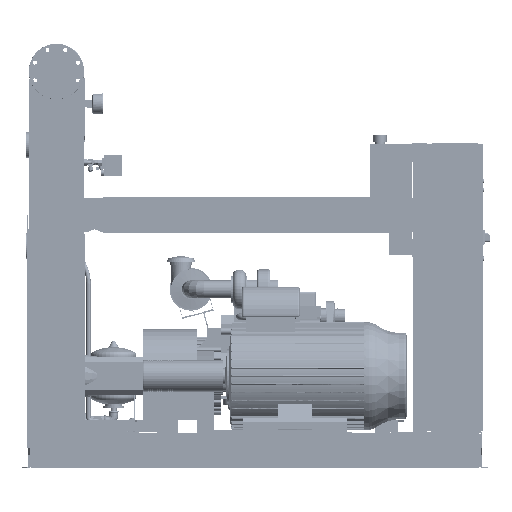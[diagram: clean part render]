
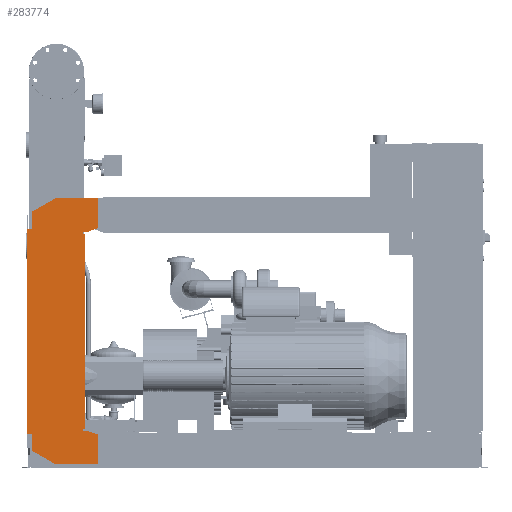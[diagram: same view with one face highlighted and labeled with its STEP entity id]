
A CAD part, front view. The second image highlights one B-rep face of the part: STEP entity #283774.
In plain terms, the highlighted free-form (B-spline) face has degree [1, 1] with [2, 2] control points.
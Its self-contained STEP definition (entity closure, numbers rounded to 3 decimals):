
#283259=CARTESIAN_POINT('',(-111.0,-741.5,1076.0));
#283260=VERTEX_POINT('',#283259);
#283267=CARTESIAN_POINT('',(-111.0,-741.5,1153.378));
#283268=VERTEX_POINT('',#283267);
#283269=CARTESIAN_POINT('',(-111.0,-741.5,1076.0));
#283270=DIRECTION('',(0.0,0.0,1.0));
#283271=VECTOR('',#283270,77.378);
#283272=LINE('',#283269,#283271);
#283273=EDGE_CURVE('',#283260,#283268,#283272,.T.);
#283291=CARTESIAN_POINT('',(-6.0,-741.5,1214.0));
#283292=VERTEX_POINT('',#283291);
#283293=CARTESIAN_POINT('',(-111.0,-741.5,1153.378));
#283294=DIRECTION('',(0.866,0.0,0.5));
#283295=VECTOR('',#283294,121.244);
#283296=LINE('',#283293,#283295);
#283297=EDGE_CURVE('',#283268,#283292,#283296,.T.);
#283315=CARTESIAN_POINT('',(186.0,-741.5,1214.0));
#283316=VERTEX_POINT('',#283315);
#283317=CARTESIAN_POINT('',(-6.0,-741.5,1214.0));
#283318=DIRECTION('',(1.0,0.0,0.0));
#283319=VECTOR('',#283318,192.0);
#283320=LINE('',#283317,#283319);
#283321=EDGE_CURVE('',#283292,#283316,#283320,.T.);
#283339=CARTESIAN_POINT('',(186.,-741.5,1080.379));
#283340=VERTEX_POINT('',#283339);
#283341=CARTESIAN_POINT('',(186.0,-741.5,1214.0));
#283342=DIRECTION('',(0.0,0.0,-1.0));
#283343=VECTOR('',#283342,133.621);
#283344=LINE('',#283341,#283343);
#283345=EDGE_CURVE('',#283316,#283340,#283344,.T.);
#283363=CARTESIAN_POINT('',(141.,-741.5,1064.0));
#283364=VERTEX_POINT('',#283363);
#283365=CARTESIAN_POINT('',(186.,-741.5,1080.379));
#283366=DIRECTION('',(-0.94,0.0,-0.342));
#283367=VECTOR('',#283366,47.888);
#283368=LINE('',#283365,#283367);
#283369=EDGE_CURVE('',#283340,#283364,#283368,.T.);
#283387=CARTESIAN_POINT('',(121.,-741.5,1064.0));
#283388=VERTEX_POINT('',#283387);
#283389=CARTESIAN_POINT('',(141.,-741.5,1064.0));
#283390=DIRECTION('',(-1.0,0.0,0.0));
#283391=VECTOR('',#283390,20.0);
#283392=LINE('',#283389,#283391);
#283393=EDGE_CURVE('',#283364,#283388,#283392,.T.);
#283411=CARTESIAN_POINT('',(121.,-741.5,1056.0));
#283412=VERTEX_POINT('',#283411);
#283413=CARTESIAN_POINT('',(121.,-741.5,1064.0));
#283414=DIRECTION('',(0.0,0.0,-1.0));
#283415=VECTOR('',#283414,8.0);
#283416=LINE('',#283413,#283415);
#283417=EDGE_CURVE('',#283388,#283412,#283416,.T.);
#283435=CARTESIAN_POINT('',(129.,-741.5,1056.0));
#283436=VERTEX_POINT('',#283435);
#283437=CARTESIAN_POINT('',(121.,-741.5,1056.0));
#283438=DIRECTION('',(1.0,0.0,0.0));
#283439=VECTOR('',#283438,8.0);
#283440=LINE('',#283437,#283439);
#283441=EDGE_CURVE('',#283412,#283436,#283440,.T.);
#283459=CARTESIAN_POINT('',(129.,-741.5,176.));
#283460=VERTEX_POINT('',#283459);
#283471=CARTESIAN_POINT('',(129.,-741.5,1056.0));
#283472=DIRECTION('',(0.0,0.0,-1.0));
#283473=VECTOR('',#283472,880.);
#283474=LINE('',#283471,#283473);
#283475=EDGE_CURVE('',#283436,#283460,#283474,.T.);
#283489=CARTESIAN_POINT('',(121.,-741.5,176.));
#283490=VERTEX_POINT('',#283489);
#283491=CARTESIAN_POINT('',(129.,-741.5,176.));
#283492=DIRECTION('',(-1.0,0.0,0.0));
#283493=VECTOR('',#283492,8.0);
#283494=LINE('',#283491,#283493);
#283495=EDGE_CURVE('',#283460,#283490,#283494,.T.);
#283513=CARTESIAN_POINT('',(121.,-741.5,168.));
#283514=VERTEX_POINT('',#283513);
#283515=CARTESIAN_POINT('',(121.,-741.5,176.));
#283516=DIRECTION('',(0.0,0.0,-1.0));
#283517=VECTOR('',#283516,8.0);
#283518=LINE('',#283515,#283517);
#283519=EDGE_CURVE('',#283490,#283514,#283518,.T.);
#283537=CARTESIAN_POINT('',(141.,-741.5,168.));
#283538=VERTEX_POINT('',#283537);
#283539=CARTESIAN_POINT('',(121.,-741.5,168.));
#283540=DIRECTION('',(1.0,0.0,0.0));
#283541=VECTOR('',#283540,20.0);
#283542=LINE('',#283539,#283541);
#283543=EDGE_CURVE('',#283514,#283538,#283542,.T.);
#283561=CARTESIAN_POINT('',(186.,-741.5,151.621));
#283562=VERTEX_POINT('',#283561);
#283563=CARTESIAN_POINT('',(141.,-741.5,168.));
#283564=DIRECTION('',(0.94,0.0,-0.342));
#283565=VECTOR('',#283564,47.888);
#283566=LINE('',#283563,#283565);
#283567=EDGE_CURVE('',#283538,#283562,#283566,.T.);
#283585=CARTESIAN_POINT('',(186.,-741.5,18.0));
#283586=VERTEX_POINT('',#283585);
#283587=CARTESIAN_POINT('',(186.,-741.5,151.621));
#283588=DIRECTION('',(0.0,0.0,-1.0));
#283589=VECTOR('',#283588,133.621);
#283590=LINE('',#283587,#283589);
#283591=EDGE_CURVE('',#283562,#283586,#283590,.T.);
#283609=CARTESIAN_POINT('',(-4.,-741.5,18.0));
#283610=VERTEX_POINT('',#283609);
#283611=CARTESIAN_POINT('',(186.,-741.5,18.0));
#283612=DIRECTION('',(-1.0,0.0,0.0));
#283613=VECTOR('',#283612,190.);
#283614=LINE('',#283611,#283613);
#283615=EDGE_CURVE('',#283586,#283610,#283614,.T.);
#283633=CARTESIAN_POINT('',(-111.,-741.5,79.776));
#283634=VERTEX_POINT('',#283633);
#283635=CARTESIAN_POINT('',(-4.,-741.5,18.0));
#283636=DIRECTION('',(-0.866,0.0,0.5));
#283637=VECTOR('',#283636,123.553);
#283638=LINE('',#283635,#283637);
#283639=EDGE_CURVE('',#283610,#283634,#283638,.T.);
#283657=CARTESIAN_POINT('',(-111.,-741.5,156.0));
#283658=VERTEX_POINT('',#283657);
#283659=CARTESIAN_POINT('',(-111.,-741.5,79.776));
#283660=DIRECTION('',(0.0,0.0,1.0));
#283661=VECTOR('',#283660,76.224);
#283662=LINE('',#283659,#283661);
#283663=EDGE_CURVE('',#283634,#283658,#283662,.T.);
#283681=CARTESIAN_POINT('',(-131.,-741.5,156.0));
#283682=VERTEX_POINT('',#283681);
#283683=CARTESIAN_POINT('',(-111.,-741.5,156.0));
#283684=DIRECTION('',(-1.0,0.0,0.0));
#283685=VECTOR('',#283684,20.0);
#283686=LINE('',#283683,#283685);
#283687=EDGE_CURVE('',#283658,#283682,#283686,.T.);
#283705=CARTESIAN_POINT('',(-131.0,-741.5,1076.0));
#283706=VERTEX_POINT('',#283705);
#283719=CARTESIAN_POINT('',(-131.,-741.5,156.0));
#283720=DIRECTION('',(0.0,0.0,1.0));
#283721=VECTOR('',#283720,920.0);
#283722=LINE('',#283719,#283721);
#283723=EDGE_CURVE('',#283682,#283706,#283722,.T.);
#283737=CARTESIAN_POINT('',(-131.0,-741.5,1076.0));
#283738=DIRECTION('',(1.0,0.0,0.0));
#283739=VECTOR('',#283738,20.0);
#283740=LINE('',#283737,#283739);
#283741=EDGE_CURVE('',#283706,#283260,#283740,.T.);
#283747=CARTESIAN_POINT('',(-131.,-741.5,18.0));
#283748=CARTESIAN_POINT('',(186.0,-741.5,18.0));
#283749=CARTESIAN_POINT('',(-131.,-741.5,1214.0));
#283750=CARTESIAN_POINT('',(186.0,-741.5,1214.0));
#283751=B_SPLINE_SURFACE_WITH_KNOTS('',1,1,((#283747,#283749),(#283748,#283750)),.UNSPECIFIED.,.F.,.F.,.U.,(2,2),(2,2),(0.0,317.),(0.0,1196.0),.UNSPECIFIED.);
#283752=ORIENTED_EDGE('',*,*,#283741,.F.);
#283753=ORIENTED_EDGE('',*,*,#283723,.F.);
#283754=ORIENTED_EDGE('',*,*,#283687,.F.);
#283755=ORIENTED_EDGE('',*,*,#283663,.F.);
#283756=ORIENTED_EDGE('',*,*,#283639,.F.);
#283757=ORIENTED_EDGE('',*,*,#283615,.F.);
#283758=ORIENTED_EDGE('',*,*,#283591,.F.);
#283759=ORIENTED_EDGE('',*,*,#283567,.F.);
#283760=ORIENTED_EDGE('',*,*,#283543,.F.);
#283761=ORIENTED_EDGE('',*,*,#283519,.F.);
#283762=ORIENTED_EDGE('',*,*,#283495,.F.);
#283763=ORIENTED_EDGE('',*,*,#283475,.F.);
#283764=ORIENTED_EDGE('',*,*,#283441,.F.);
#283765=ORIENTED_EDGE('',*,*,#283417,.F.);
#283766=ORIENTED_EDGE('',*,*,#283393,.F.);
#283767=ORIENTED_EDGE('',*,*,#283369,.F.);
#283768=ORIENTED_EDGE('',*,*,#283345,.F.);
#283769=ORIENTED_EDGE('',*,*,#283321,.F.);
#283770=ORIENTED_EDGE('',*,*,#283297,.F.);
#283771=ORIENTED_EDGE('',*,*,#283273,.F.);
#283772=EDGE_LOOP('',(#283752,#283753,#283754,#283755,#283756,#283757,#283758,#283759,#283760,#283761,#283762,#283763,#283764,#283765,#283766,#283767,#283768,#283769,#283770,#283771));
#283773=FACE_OUTER_BOUND('',#283772,.T.);
#283774=ADVANCED_FACE('',(#283773),#283751,.T.);
